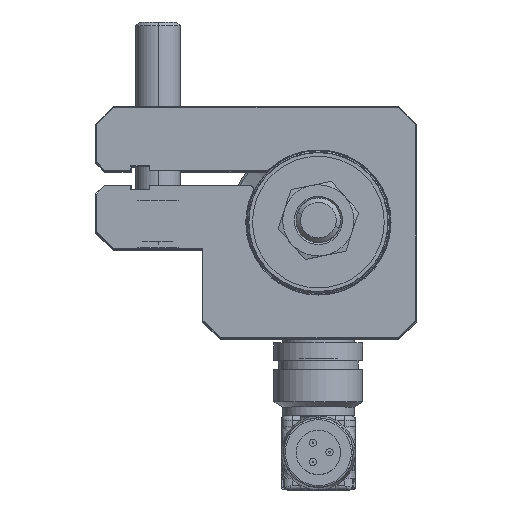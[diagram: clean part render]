
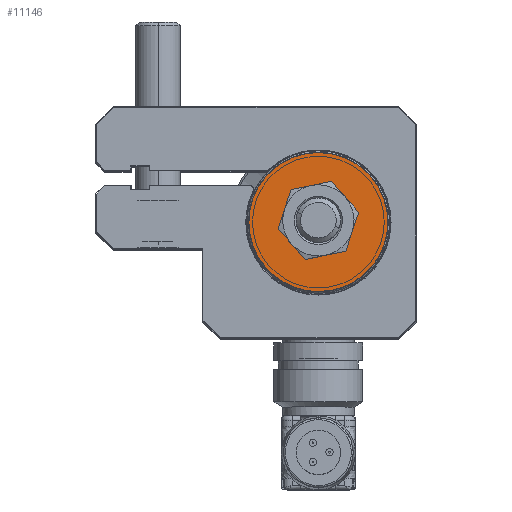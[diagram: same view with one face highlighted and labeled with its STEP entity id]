
A CAD part, top view. The second image highlights one B-rep face of the part: STEP entity #11146.
In plain terms, the highlighted planar face has unit normal (0, 0, 1).
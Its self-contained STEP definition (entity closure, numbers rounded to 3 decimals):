
#10651 = EDGE_LOOP ( 'NONE', ( #11143, #11098 ) ) ;
#11098 = ORIENTED_EDGE ( 'NONE', *, *, #25351, .T. ) ;
#11120 = ORIENTED_EDGE ( 'NONE', *, *, #11575, .T. ) ;
#11143 = ORIENTED_EDGE ( 'NONE', *, *, #11571, .T. ) ;
#11146 = ADVANCED_FACE ( 'NONE', ( #18472, #18480 ), #18477, .T. ) ;
#11323 = ORIENTED_EDGE ( 'NONE', *, *, #25277, .T. ) ;
#11567 = EDGE_LOOP ( 'NONE', ( #11120, #11323 ) ) ;
#11571 = EDGE_CURVE ( 'NONE', #25329, #25330, #18689, .T. ) ;
#11575 = EDGE_CURVE ( 'NONE', #25165, #25167, #18736, .T. ) ;
#12119 = CARTESIAN_POINT ( 'NONE',  ( 6.012, -4.97, 1. ) ) ;
#12151 = CARTESIAN_POINT ( 'NONE',  ( -6.012, 4.97, 1. ) ) ;
#12760 = CIRCLE ( 'NONE', #12839, 7.8 ) ;
#12813 = DIRECTION ( 'NONE',  ( 0.771, -0.637, 0. ) ) ;
#12816 = DIRECTION ( 'NONE',  ( 0., 0., 1. ) ) ;
#12818 = CARTESIAN_POINT ( 'NONE',  ( 0., 0., 1. ) ) ;
#12839 = AXIS2_PLACEMENT_3D ( 'NONE', #12818, #12816, #12813 ) ;
#13124 = CARTESIAN_POINT ( 'NONE',  ( 2.119, -1.752, 1. ) ) ;
#13153 = CARTESIAN_POINT ( 'NONE',  ( -2.119, 1.752, 1. ) ) ;
#13258 = CIRCLE ( 'NONE', #13312, 2.75 ) ;
#13311 = DIRECTION ( 'NONE',  ( 0.771, -0.637, 0. ) ) ;
#13312 = AXIS2_PLACEMENT_3D ( 'NONE', #13329, #13324, #13311 ) ;
#13324 = DIRECTION ( 'NONE',  ( 0., 0., -1. ) ) ;
#13329 = CARTESIAN_POINT ( 'NONE',  ( 0., 0., 1. ) ) ;
#18434 = DIRECTION ( 'NONE',  ( 0., 0., 1. ) ) ;
#18436 = CARTESIAN_POINT ( 'NONE',  ( 0., 0., 1. ) ) ;
#18438 = AXIS2_PLACEMENT_3D ( 'NONE', #18436, #18434, #18534 ) ;
#18472 = FACE_OUTER_BOUND ( 'NONE', #11567, .T. ) ;
#18477 = PLANE ( 'NONE',  #18438 ) ;
#18480 = FACE_BOUND ( 'NONE', #10651, .T. ) ;
#18534 = DIRECTION ( 'NONE',  ( 0.771, -0.637, 0. ) ) ;
#18681 = CARTESIAN_POINT ( 'NONE',  ( 0., 0., 1. ) ) ;
#18689 = CIRCLE ( 'NONE', #18744, 2.75 ) ;
#18729 = DIRECTION ( 'NONE',  ( 0.771, -0.637, 0. ) ) ;
#18731 = DIRECTION ( 'NONE',  ( 0., 0., 1. ) ) ;
#18733 = CARTESIAN_POINT ( 'NONE',  ( 0., 0., 1. ) ) ;
#18734 = AXIS2_PLACEMENT_3D ( 'NONE', #18733, #18731, #18729 ) ;
#18736 = CIRCLE ( 'NONE', #18734, 7.8 ) ;
#18742 = DIRECTION ( 'NONE',  ( 0.771, -0.637, 0. ) ) ;
#18743 = DIRECTION ( 'NONE',  ( 0., 0., -1. ) ) ;
#18744 = AXIS2_PLACEMENT_3D ( 'NONE', #18681, #18743, #18742 ) ;
#25165 = VERTEX_POINT ( 'NONE', #12151 ) ;
#25167 = VERTEX_POINT ( 'NONE', #12119 ) ;
#25277 = EDGE_CURVE ( 'NONE', #25167, #25165, #12760, .T. ) ;
#25329 = VERTEX_POINT ( 'NONE', #13124 ) ;
#25330 = VERTEX_POINT ( 'NONE', #13153 ) ;
#25351 = EDGE_CURVE ( 'NONE', #25330, #25329, #13258, .T. ) ;
